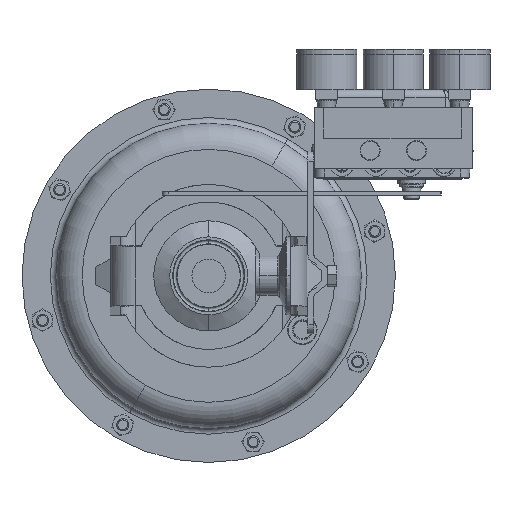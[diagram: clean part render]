
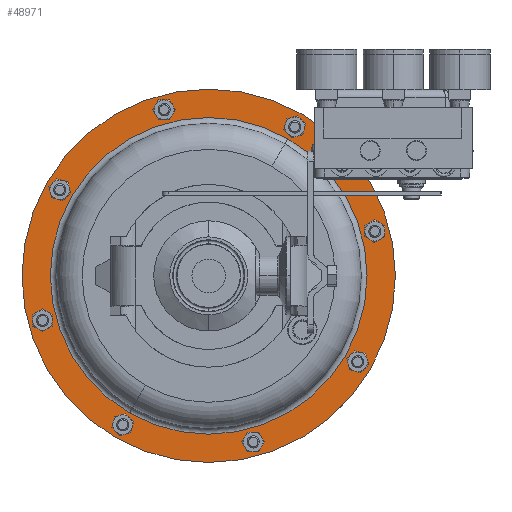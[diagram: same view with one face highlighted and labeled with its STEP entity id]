
A CAD part, front view. The second image highlights one B-rep face of the part: STEP entity #48971.
In plain terms, the highlighted planar face has unit normal (0, -1, 0).
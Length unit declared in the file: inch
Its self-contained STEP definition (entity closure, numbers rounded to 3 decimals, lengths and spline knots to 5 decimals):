
#3556 = CARTESIAN_POINT ( 'NONE',  ( -2.375, 8.295, -3.50057 ) ) ;
#7506 = DIRECTION ( 'NONE',  ( 0.5, 0., 0.866 ) ) ;
#9106 = DIRECTION ( 'NONE',  ( 0., 1., 0. ) ) ;
#10603 = CIRCLE ( 'NONE', #79945, 4.75 ) ;
#18419 = AXIS2_PLACEMENT_3D ( 'NONE', #55159, #69984, #25667 ) ;
#18553 = EDGE_LOOP ( 'NONE', ( #72365, #40502 ) ) ;
#19955 = ORIENTED_EDGE ( 'NONE', *, *, #40829, .F. ) ;
#22191 = CARTESIAN_POINT ( 'NONE',  ( 2.375, 8.295, 4.72667 ) ) ;
#23161 = DIRECTION ( 'NONE',  ( 0.5, 0., 0.866 ) ) ;
#25667 = DIRECTION ( 'NONE',  ( -0.5, 0., -0.866 ) ) ;
#27061 = EDGE_CURVE ( 'NONE', #53274, #33914, #69167, .T. ) ;
#29470 = DIRECTION ( 'NONE',  ( 0.5, 0., 0.866 ) ) ;
#29638 = CARTESIAN_POINT ( 'NONE',  ( 0., 8.295, 0.61305 ) ) ;
#31313 = FACE_OUTER_BOUND ( 'NONE', #63948, .T. ) ;
#33914 = VERTEX_POINT ( 'NONE', #47048 ) ;
#35905 = AXIS2_PLACEMENT_3D ( 'NONE', #74717, #37554, #29470 ) ;
#37497 = ORIENTED_EDGE ( 'NONE', *, *, #86257, .F. ) ;
#37554 = DIRECTION ( 'NONE',  ( 0., 1., 0. ) ) ;
#38542 = CIRCLE ( 'NONE', #95567, 4.029 ) ;
#40502 = ORIENTED_EDGE ( 'NONE', *, *, #67480, .T. ) ;
#40687 = VERTEX_POINT ( 'NONE', #22191 ) ;
#40829 = EDGE_CURVE ( 'NONE', #40687, #56292, #10603, .T. ) ;
#47048 = CARTESIAN_POINT ( 'NONE',  ( -2.0145, 8.295, -2.87616 ) ) ;
#48971 = ADVANCED_FACE ( 'NONE', ( #51030, #31313 ), #77750, .T. ) ;
#51030 = FACE_BOUND ( 'NONE', #18553, .T. ) ;
#53274 = VERTEX_POINT ( 'NONE', #72975 ) ;
#55159 = CARTESIAN_POINT ( 'NONE',  ( 4.11362, 8.295, -1.76195 ) ) ;
#56292 = VERTEX_POINT ( 'NONE', #3556 ) ;
#60833 = DIRECTION ( 'NONE',  ( 0.5, 0., 0.866 ) ) ;
#63948 = EDGE_LOOP ( 'NONE', ( #19955, #37497 ) ) ;
#65748 = CIRCLE ( 'NONE', #35905, 4.75 ) ;
#66691 = CARTESIAN_POINT ( 'NONE',  ( 0., 8.295, 0.61305 ) ) ;
#67480 = EDGE_CURVE ( 'NONE', #33914, #53274, #38542, .T. ) ;
#67493 = DIRECTION ( 'NONE',  ( 0., 1., 0. ) ) ;
#69167 = CIRCLE ( 'NONE', #88316, 4.029 ) ;
#69984 = DIRECTION ( 'NONE',  ( 0., -1., 0. ) ) ;
#72365 = ORIENTED_EDGE ( 'NONE', *, *, #27061, .T. ) ;
#72975 = CARTESIAN_POINT ( 'NONE',  ( 2.0145, 8.295, 4.10227 ) ) ;
#74717 = CARTESIAN_POINT ( 'NONE',  ( 0., 8.295, 0.61305 ) ) ;
#75382 = CARTESIAN_POINT ( 'NONE',  ( 0., 8.295, 0.61305 ) ) ;
#77750 = PLANE ( 'NONE',  #18419 ) ;
#79945 = AXIS2_PLACEMENT_3D ( 'NONE', #29638, #67493, #23161 ) ;
#86257 = EDGE_CURVE ( 'NONE', #56292, #40687, #65748, .T. ) ;
#88316 = AXIS2_PLACEMENT_3D ( 'NONE', #66691, #88319, #7506 ) ;
#88319 = DIRECTION ( 'NONE',  ( 0., 1., 0. ) ) ;
#95567 = AXIS2_PLACEMENT_3D ( 'NONE', #75382, #9106, #60833 ) ;
